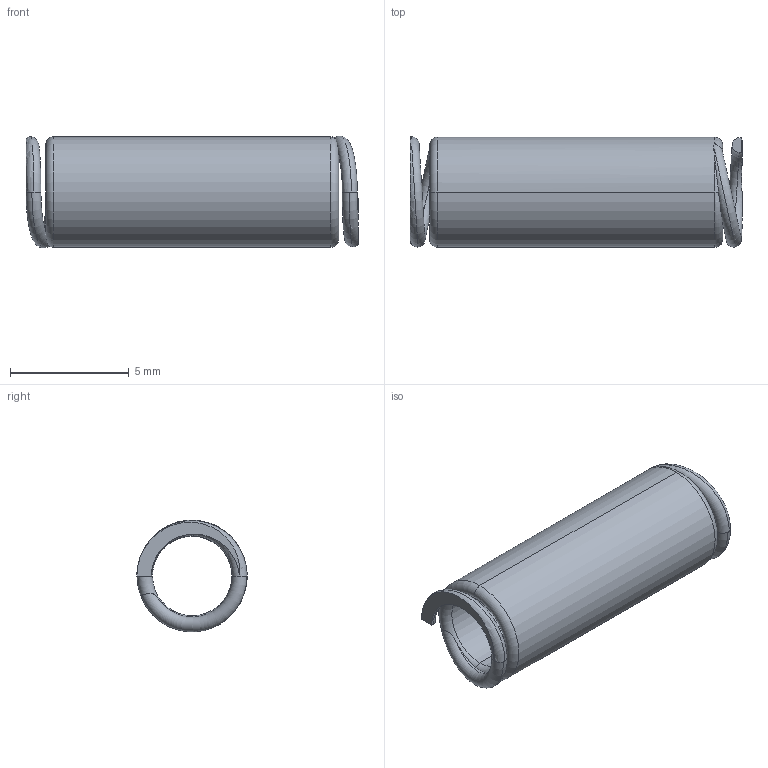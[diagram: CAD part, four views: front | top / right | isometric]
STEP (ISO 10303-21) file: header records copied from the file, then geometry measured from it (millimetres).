
FILE_DESCRIPTION (( 'STEP AP214' ), '1' );
FILE_NAME ('INGUN_19994.STEP', '2024-01-17T15:58:53', ( '' ), ( '' ), 'SwSTEP 2.0', 'SolidWorks 2021', '' );
FILE_SCHEMA (( 'AUTOMOTIVE_DESIGN' ));
Length unit declared in the file: millimetre
Products named in the file (1): INGUN_19994
Bounding box: 14 x 4.66 x 4.72 mm (x, y, z)
Volume: 105.7 mm3; surface area: 356.6 mm2
Topology: 1 solids, 1 shells, 23 faces, 57 edges, 35 vertices
Faces by surface type: torus 14, plane 5, cylinder 4
Entity records: 946 total; most frequent: CARTESIAN_POINT 353, DIRECTION 130, ORIENTED_EDGE 114, AXIS2_PLACEMENT_3D 62, EDGE_CURVE 57, CIRCLE 38, VERTEX_POINT 35, EDGE_LOOP 24
